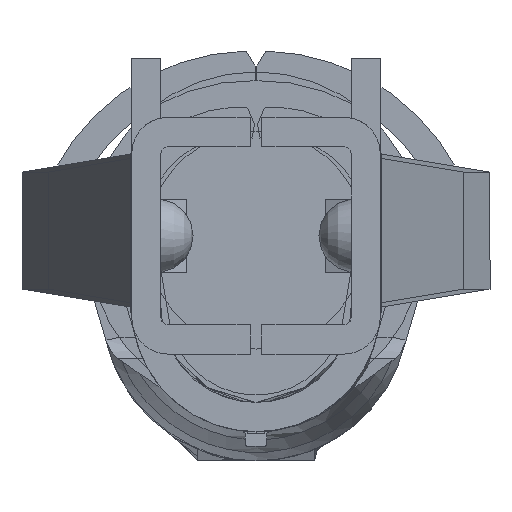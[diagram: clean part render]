
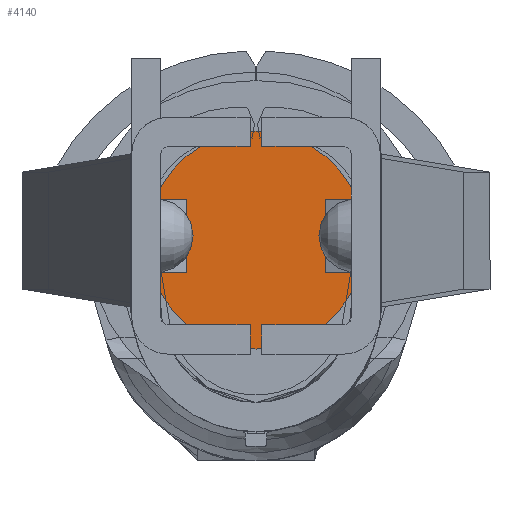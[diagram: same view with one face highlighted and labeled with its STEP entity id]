
A CAD part, left-side view. The second image highlights one B-rep face of the part: STEP entity #4140.
In plain terms, the highlighted planar face has unit normal (-1, 0, 0).
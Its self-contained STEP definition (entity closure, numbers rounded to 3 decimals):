
#908=PLANE('',#4398);
#1068=ORIENTED_EDGE('',*,*,#2299,.T.);
#2299=EDGE_CURVE('',#2916,#2916,#3319,.T.);
#2916=VERTEX_POINT('',#5909);
#3319=CIRCLE('',#4399,0.745);
#3467=EDGE_LOOP('',(#1068));
#3739=FACE_BOUND('',#3467,.T.);
#4140=ADVANCED_FACE('',(#3739),#908,.T.);
#4398=AXIS2_PLACEMENT_3D('',#5907,#4784,#4785);
#4399=AXIS2_PLACEMENT_3D('',#5908,#4786,#4787);
#4784=DIRECTION('',(-1.,0.,0.));
#4785=DIRECTION('',(0.,0.,1.));
#4786=DIRECTION('',(-1.,0.,0.));
#4787=DIRECTION('',(0.,1.,0.));
#5907=CARTESIAN_POINT('',(-75.,0.,0.));
#5908=CARTESIAN_POINT('',(-75.,0.,0.));
#5909=CARTESIAN_POINT('',(-75.,0.745,0.));
